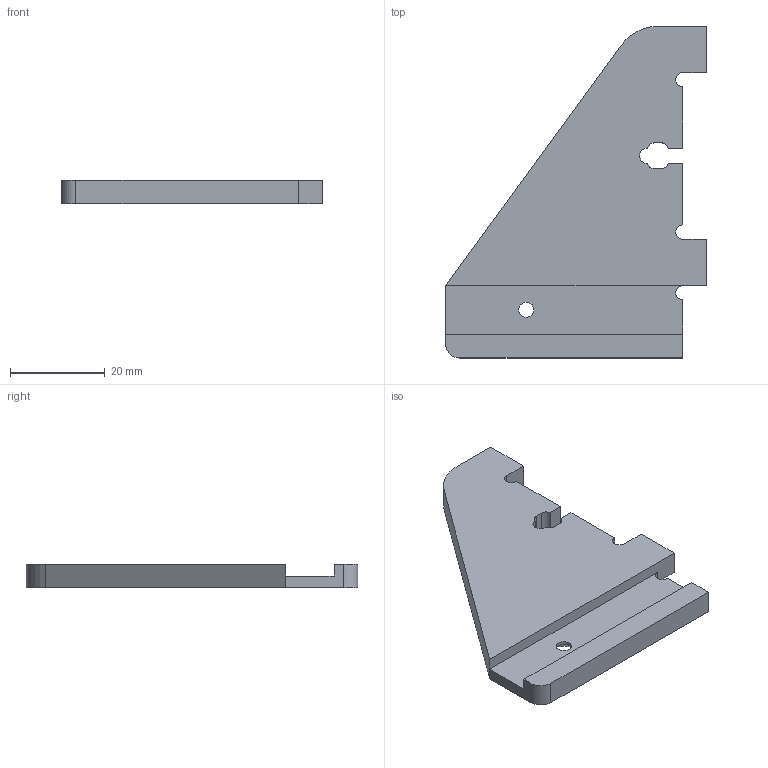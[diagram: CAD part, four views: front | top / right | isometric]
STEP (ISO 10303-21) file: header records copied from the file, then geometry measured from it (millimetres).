
FILE_DESCRIPTION(/* description */ ('Unknown'),/* implementation_level */ '2;1');
FILE_NAME(/* name */ 'Cam_side_attach_right_v2.1',/* time_stamp */ '2020-03-19T22:49:41+02:00',/* author */ ('Unknown'),/* organization */ ('Unknown'),/* preprocessor_version */ 'ST-DEVELOPER v16.7',/* originating_system */ 'DEX',/* authorisation */ $);
FILE_SCHEMA (('AUTOMOTIVE_DESIGN {1 0 10303 214 3 1 1}'));
Length unit declared in the file: millimetre
Products named in the file (1): Cam_side_attach_right_v2.1
Bounding box: 55 x 70 x 5 mm (x, y, z)
Volume: 10941.8 mm3; surface area: 6373.4 mm2
Topology: 1 solids, 1 shells, 33 faces, 92 edges, 61 vertices
Faces by surface type: plane 21, cylinder 11, cone 1
Full cylindrical faces by diameter (mm): 3.2 x1
Entity records: 1078 total; most frequent: CARTESIAN_POINT 183, DIRECTION 180, ORIENTED_EDGE 178, EDGE_CURVE 89, LINE 66, VECTOR 66, VERTEX_POINT 60, AXIS2_PLACEMENT_3D 57
